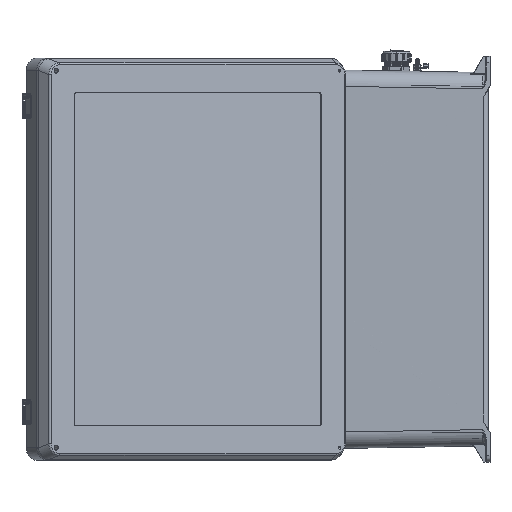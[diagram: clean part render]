
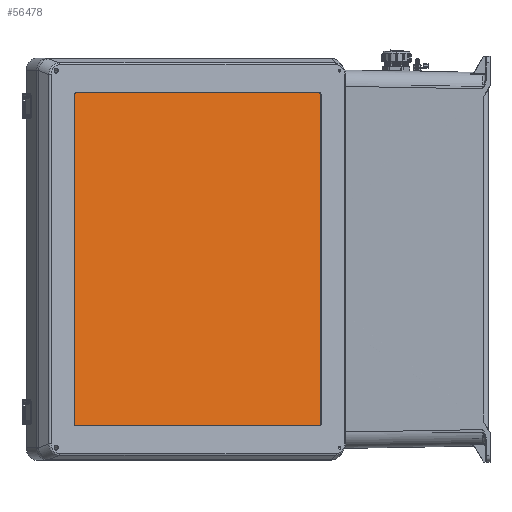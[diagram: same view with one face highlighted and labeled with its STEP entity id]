
A CAD part, left-side view. The second image highlights one B-rep face of the part: STEP entity #56478.
In plain terms, the highlighted face is planar.
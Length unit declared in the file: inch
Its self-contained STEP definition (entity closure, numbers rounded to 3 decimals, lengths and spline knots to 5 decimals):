
#3109 = AXIS2_PLACEMENT_3D ( 'NONE', #64635, #64636, #64637 ) ;
#3113 = AXIS2_PLACEMENT_3D ( 'NONE', #64647, #64648, #64649 ) ;
#3117 = AXIS2_PLACEMENT_3D ( 'NONE', #64661, #64662, #64663 ) ;
#3121 = AXIS2_PLACEMENT_3D ( 'NONE', #64675, #64676, #64677 ) ;
#17874 = VERTEX_POINT ( 'NONE', #22071 ) ;
#17876 = VERTEX_POINT ( 'NONE', #22077 ) ;
#17879 = VERTEX_POINT ( 'NONE', #22084 ) ;
#17882 = VERTEX_POINT ( 'NONE', #22089 ) ;
#17883 = VERTEX_POINT ( 'NONE', #22090 ) ;
#17885 = VERTEX_POINT ( 'NONE', #22096 ) ;
#17889 = VERTEX_POINT ( 'NONE', #22106 ) ;
#17893 = VERTEX_POINT ( 'NONE', #22110 ) ;
#22071 = CARTESIAN_POINT ( 'NONE',  ( 6.9375, -0.22, -7.995 ) ) ;
#22077 = CARTESIAN_POINT ( 'NONE',  ( -6.995, -0.22, 7.9375 ) ) ;
#22084 = CARTESIAN_POINT ( 'NONE',  ( -6.995, -0.22, -7.9375 ) ) ;
#22089 = CARTESIAN_POINT ( 'NONE',  ( -6.9375, -0.22, -7.995 ) ) ;
#22090 = CARTESIAN_POINT ( 'NONE',  ( -6.9375, -0.22, 7.995 ) ) ;
#22096 = CARTESIAN_POINT ( 'NONE',  ( 6.9375, -0.22, 7.995 ) ) ;
#22106 = CARTESIAN_POINT ( 'NONE',  ( 6.995, -0.22, -7.9375 ) ) ;
#22110 = CARTESIAN_POINT ( 'NONE',  ( 6.995, -0.22, 7.9375 ) ) ;
#46987 = ORIENTED_EDGE ( 'NONE', *, *, #53103, .F. ) ;
#50846 = LINE ( 'NONE', #64634, #50866 ) ;
#50848 = CIRCLE ( 'NONE', #3109, 0.0575 ) ;
#50856 = CIRCLE ( 'NONE', #3113, 0.0575 ) ;
#50866 = VECTOR ( 'NONE', #64639, 39.37008 ) ;
#50872 = LINE ( 'NONE', #64646, #50896 ) ;
#50887 = CIRCLE ( 'NONE', #3117, 0.0575 ) ;
#50896 = VECTOR ( 'NONE', #64653, 39.37008 ) ;
#50901 = LINE ( 'NONE', #64660, #50923 ) ;
#50915 = CIRCLE ( 'NONE', #3121, 0.0575 ) ;
#50923 = VECTOR ( 'NONE', #64667, 39.37008 ) ;
#50938 = LINE ( 'NONE', #64678, #50947 ) ;
#50947 = VECTOR ( 'NONE', #64679, 39.37008 ) ;
#52007 = FACE_OUTER_BOUND ( 'NONE', #82789, .T. ) ;
#53084 = EDGE_CURVE ( 'NONE', #17889, #17874, #50848, .T. ) ;
#53086 = EDGE_CURVE ( 'NONE', #17893, #17889, #50846, .T. ) ;
#53089 = EDGE_CURVE ( 'NONE', #17885, #17893, #50856, .T. ) ;
#53092 = EDGE_CURVE ( 'NONE', #17883, #17885, #50872, .T. ) ;
#53095 = EDGE_CURVE ( 'NONE', #17876, #17883, #50887, .T. ) ;
#53098 = EDGE_CURVE ( 'NONE', #17879, #17876, #50901, .T. ) ;
#53101 = EDGE_CURVE ( 'NONE', #17882, #17879, #50915, .T. ) ;
#53103 = EDGE_CURVE ( 'NONE', #17874, #17882, #50938, .T. ) ;
#56478 = ADVANCED_FACE ( 'NONE', ( #52007 ), #71866, .F. ) ;
#64634 = CARTESIAN_POINT ( 'NONE',  ( 6.995, -0.22, 7.9375 ) ) ;
#64635 = CARTESIAN_POINT ( 'NONE',  ( 6.9375, -0.22, -7.9375 ) ) ;
#64636 = DIRECTION ( 'NONE',  ( 0., 1., 0. ) ) ;
#64637 = DIRECTION ( 'NONE',  ( 0., 0., 1. ) ) ;
#64639 = DIRECTION ( 'NONE',  ( 0., 0., -1. ) ) ;
#64646 = CARTESIAN_POINT ( 'NONE',  ( 6.9375, -0.22, 7.995 ) ) ;
#64647 = CARTESIAN_POINT ( 'NONE',  ( 6.9375, -0.22, 7.9375 ) ) ;
#64648 = DIRECTION ( 'NONE',  ( 0., 1., 0. ) ) ;
#64649 = DIRECTION ( 'NONE',  ( 0., 0., 1. ) ) ;
#64653 = DIRECTION ( 'NONE',  ( 1., 0., 0. ) ) ;
#64660 = CARTESIAN_POINT ( 'NONE',  ( -6.995, -0.22, 7.9375 ) ) ;
#64661 = CARTESIAN_POINT ( 'NONE',  ( -6.9375, -0.22, 7.9375 ) ) ;
#64662 = DIRECTION ( 'NONE',  ( 0., 1., 0. ) ) ;
#64663 = DIRECTION ( 'NONE',  ( 0., 0., 1. ) ) ;
#64667 = DIRECTION ( 'NONE',  ( 0., 0., 1. ) ) ;
#64675 = CARTESIAN_POINT ( 'NONE',  ( -6.9375, -0.22, -7.9375 ) ) ;
#64676 = DIRECTION ( 'NONE',  ( 0., 1., 0. ) ) ;
#64677 = DIRECTION ( 'NONE',  ( 0., 0., -1. ) ) ;
#64678 = CARTESIAN_POINT ( 'NONE',  ( 6.9375, -0.22, -7.995 ) ) ;
#64679 = DIRECTION ( 'NONE',  ( -1., 0., 0. ) ) ;
#71866 = PLANE ( 'NONE',  #73423 ) ;
#71910 = CARTESIAN_POINT ( 'NONE',  ( 6.9375, -0.22, -7.9375 ) ) ;
#71912 = DIRECTION ( 'NONE',  ( 0., 1., 0. ) ) ;
#71914 = DIRECTION ( 'NONE',  ( 0., 0., 1. ) ) ;
#73423 = AXIS2_PLACEMENT_3D ( 'NONE', #71910, #71912, #71914 ) ;
#82789 = EDGE_LOOP ( 'NONE', ( #83059, #83061, #83063, #83065, #83067, #83069, #83071, #46987 ) ) ;
#83059 = ORIENTED_EDGE ( 'NONE', *, *, #53084, .F. ) ;
#83061 = ORIENTED_EDGE ( 'NONE', *, *, #53086, .F. ) ;
#83063 = ORIENTED_EDGE ( 'NONE', *, *, #53089, .F. ) ;
#83065 = ORIENTED_EDGE ( 'NONE', *, *, #53092, .F. ) ;
#83067 = ORIENTED_EDGE ( 'NONE', *, *, #53095, .F. ) ;
#83069 = ORIENTED_EDGE ( 'NONE', *, *, #53098, .F. ) ;
#83071 = ORIENTED_EDGE ( 'NONE', *, *, #53101, .F. ) ;
